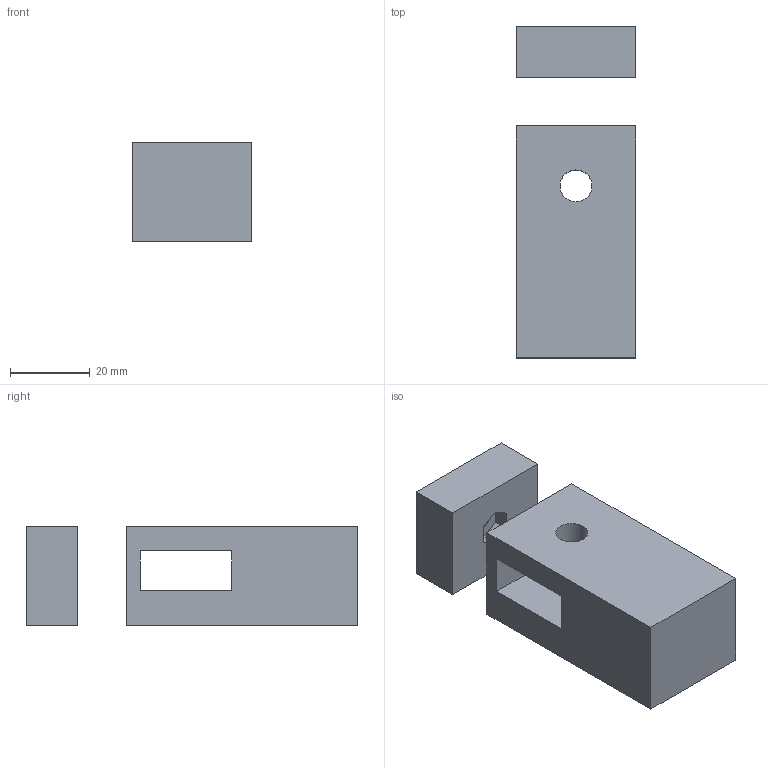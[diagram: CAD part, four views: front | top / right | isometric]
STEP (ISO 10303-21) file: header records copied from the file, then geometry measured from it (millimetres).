
FILE_DESCRIPTION(/* description */ (''),/* implementation_level */ '2;1');
FILE_NAME(/* name */ 'Shaft Support.step',/* time_stamp */ '2025-08-08T09:16:34+10:00',/* author */ (''),/* organization */ (''),/* preprocessor_version */ 'ST-DEVELOPER v20.1',/* originating_system */ 'Autodesk Translation Framework v14.10.0.0',/* authorisation */ '');
FILE_SCHEMA (('AUTOMOTIVE_DESIGN { 1 0 10303 214 3 1 1 }'));
Length unit declared in the file: millimetre
Products named in the file (1): Shaft Support
Bounding box: 30 x 83 x 25 mm (x, y, z)
Volume: 44851 mm3; surface area: 12798.5 mm2
Topology: 2 solids, 2 shells, 33 faces, 75 edges, 50 vertices
Faces by surface type: plane 27, cylinder 6
Full cylindrical faces by diameter (mm): 3.5 x2, 8 x2, 10 x1
Entity records: 976 total; most frequent: CARTESIAN_POINT 159, DIRECTION 155, ORIENTED_EDGE 150, EDGE_CURVE 75, LINE 63, VECTOR 63, VERTEX_POINT 50, AXIS2_PLACEMENT_3D 46
